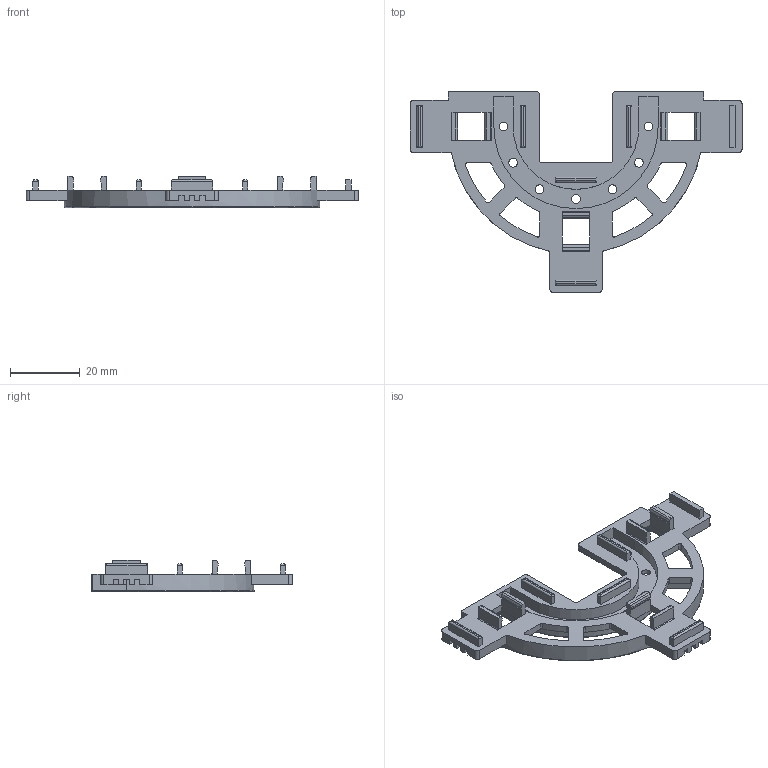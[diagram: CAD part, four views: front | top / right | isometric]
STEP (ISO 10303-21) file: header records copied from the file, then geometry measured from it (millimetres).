
FILE_DESCRIPTION (( 'STEP AP203' ), '1' );
FILE_NAME ('10-10204c.step', '2014-04-13T23:23:33', ( 'Nicholas Morozovsky' ), ( '' ), 'SwSTEP 2.0', 'SolidWorks 2012', '' );
FILE_SCHEMA (( 'CONFIG_CONTROL_DESIGN' ));
Length unit declared in the file: millimetre
Products named in the file (1): 10-10204c
Bounding box: 95 x 57.5 x 9 mm (x, y, z)
Volume: 6923.7 mm3; surface area: 9202.6 mm2
Topology: 1 solids, 1 shells, 356 faces, 928 edges, 574 vertices
Faces by surface type: plane 174, cylinder 138, torus 36, sphere 8
Entity records: 10893 total; most frequent: CARTESIAN_POINT 1929, DIRECTION 1908, ORIENTED_EDGE 1840, EDGE_CURVE 920, AXIS2_PLACEMENT_3D 657, LINE 594, VECTOR 594, VERTEX_POINT 574
